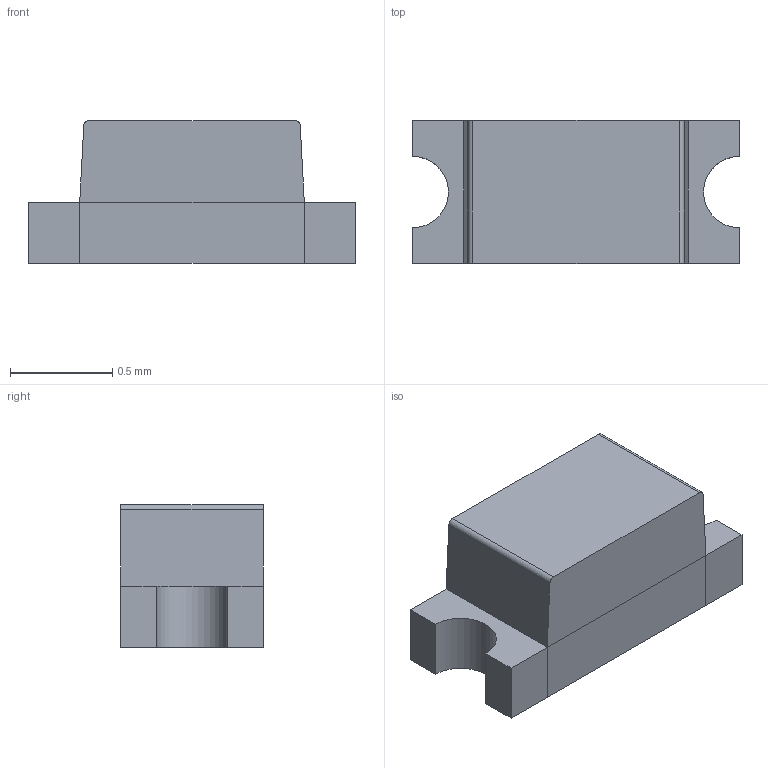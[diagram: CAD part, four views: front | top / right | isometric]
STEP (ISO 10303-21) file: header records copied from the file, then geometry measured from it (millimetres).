
FILE_DESCRIPTION(/* description */ (''),/* implementation_level */ '2;1');
FILE_NAME(/* name */ 'WL-SMCW SMT LED WURTH ELEKTRONIK 0603.step',/* time_stamp */ '2021-02-05T23:21:36-06:00',/* author */ (''),/* organization */ (''),/* preprocessor_version */ 'ST-DEVELOPER v18.1',/* originating_system */ 'Autodesk Translation Framework v9.7.1.1290',/* authorisation */ '');
FILE_SCHEMA (('AUTOMOTIVE_DESIGN { 1 0 10303 214 3 1 1 }'));
Length unit declared in the file: millimetre
Products named in the file (2): WL-SMCW SMT LED WURTH ELEKTRONIK; Component1
Assembly tree (1 placements, depth 2):
  WL-SMCW SMT LED WURTH ELEKTRONIK
    Component1
Bounding box: 1.6 x 0.7 x 0.7 mm (x, y, z)
Volume: 0.5 mm3; surface area: 8.3 mm2
Topology: 8 solids, 8 shells, 59 faces, 126 edges, 84 vertices
Faces by surface type: plane 51, cylinder 7, bspline 1
Full cylindrical faces by diameter (mm): 0.023 x1, 0.071 x2
Entity records: 1789 total; most frequent: CARTESIAN_POINT 402, DIRECTION 263, ORIENTED_EDGE 252, EDGE_CURVE 126, LINE 109, VECTOR 109, VERTEX_POINT 84, AXIS2_PLACEMENT_3D 77
